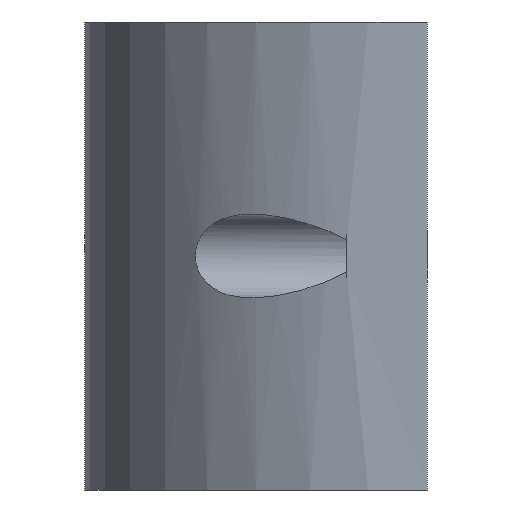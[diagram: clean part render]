
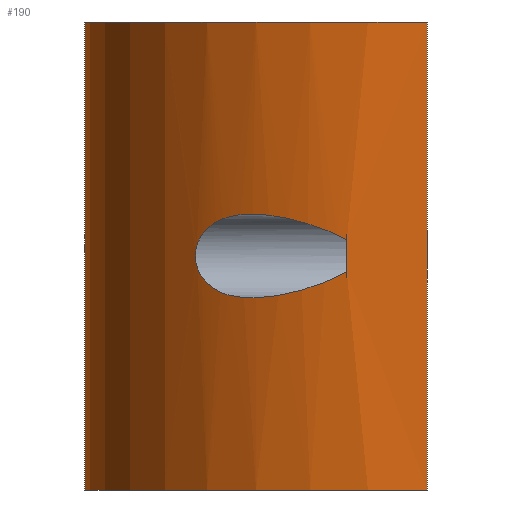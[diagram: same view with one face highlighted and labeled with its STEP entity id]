
A CAD part, left-side view. The second image highlights one B-rep face of the part: STEP entity #190.
In plain terms, the highlighted cylindrical face has radius 42.5 mm (diameter 85 mm), a partial arc.
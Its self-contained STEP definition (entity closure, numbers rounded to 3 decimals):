
#15=B_SPLINE_CURVE_WITH_KNOTS('',3,(#327,#328,#329,#330,#331,#332,#333,
#334,#335,#336,#337,#338,#339,#340,#341,#342,#343,#344,#345,#346,#347,#348,
#349,#350,#351,#352,#353,#354,#355,#356,#357,#358,#359,#360,#361),
 .UNSPECIFIED.,.F.,.F.,(4,2,2,2,2,2,2,2,3,2,2,2,2,2,2,2,4),(-2.33,
-2.292,-2.117,-1.597,-1.077,
-0.726,-0.376,-0.188,0.,0.188,
0.376,0.726,1.077,1.597,2.117,
2.292,2.33),.UNSPECIFIED.);
#16=B_SPLINE_CURVE_WITH_KNOTS('',3,(#365,#366,#367,#368,#369,#370,#371,
#372,#373,#374,#375,#376,#377,#378,#379,#380,#381,#382,#383,#384,#385,#386,
#387,#388,#389,#390,#391,#392,#393,#394,#395,#396,#397,#398),
 .UNSPECIFIED.,.F.,.F.,(4,2,2,2,2,2,2,2,2,2,2,2,2,2,2,2,4),(0.271,
0.309,0.484,1.004,1.524,1.875,
2.225,2.413,2.601,2.789,2.977,
3.328,3.678,4.198,4.718,4.893,
4.931),.UNSPECIFIED.);
#18=CYLINDRICAL_SURFACE('',#226,42.5);
#24=FACE_BOUND('',#56,.T.);
#25=FACE_BOUND('',#57,.T.);
#32=CIRCLE('',#225,42.5);
#33=CIRCLE('',#227,42.5);
#42=FACE_OUTER_BOUND('',#55,.T.);
#55=EDGE_LOOP('',(#146,#147,#148,#149));
#56=EDGE_LOOP('',(#150,#151));
#57=EDGE_LOOP('',(#152,#153));
#71=LINE('',#307,#83);
#75=LINE('',#323,#87);
#76=LINE('',#362,#88);
#77=LINE('',#399,#89);
#83=VECTOR('',#247,10.);
#87=VECTOR('',#265,10.);
#88=VECTOR('',#268,10.);
#89=VECTOR('',#269,10.);
#95=VERTEX_POINT('',#304);
#96=VERTEX_POINT('',#306);
#100=VERTEX_POINT('',#318);
#101=VERTEX_POINT('',#322);
#102=VERTEX_POINT('',#325);
#103=VERTEX_POINT('',#326);
#104=VERTEX_POINT('',#363);
#105=VERTEX_POINT('',#364);
#111=EDGE_CURVE('',#95,#96,#71,.T.);
#118=EDGE_CURVE('',#100,#95,#32,.T.);
#119=EDGE_CURVE('',#101,#100,#75,.T.);
#120=EDGE_CURVE('',#96,#101,#33,.T.);
#121=EDGE_CURVE('',#102,#103,#15,.T.);
#122=EDGE_CURVE('',#103,#102,#76,.T.);
#123=EDGE_CURVE('',#104,#105,#16,.T.);
#124=EDGE_CURVE('',#105,#104,#77,.T.);
#146=ORIENTED_EDGE('',*,*,#119,.F.);
#147=ORIENTED_EDGE('',*,*,#120,.F.);
#148=ORIENTED_EDGE('',*,*,#111,.F.);
#149=ORIENTED_EDGE('',*,*,#118,.F.);
#150=ORIENTED_EDGE('',*,*,#121,.T.);
#151=ORIENTED_EDGE('',*,*,#122,.T.);
#152=ORIENTED_EDGE('',*,*,#123,.T.);
#153=ORIENTED_EDGE('',*,*,#124,.T.);
#190=ADVANCED_FACE('',(#42,#24,#25),#18,.T.);
#225=AXIS2_PLACEMENT_3D('',#320,#261,#262);
#226=AXIS2_PLACEMENT_3D('',#321,#263,#264);
#227=AXIS2_PLACEMENT_3D('',#324,#266,#267);
#247=DIRECTION('',(0.,0.,1.));
#261=DIRECTION('center_axis',(0.,0.,-1.));
#262=DIRECTION('ref_axis',(-1.,0.,0.));
#263=DIRECTION('center_axis',(0.,0.,1.));
#264=DIRECTION('ref_axis',(-1.,0.,0.));
#265=DIRECTION('',(0.,0.,-1.));
#266=DIRECTION('center_axis',(0.,0.,1.));
#267=DIRECTION('ref_axis',(-1.,0.,0.));
#268=DIRECTION('',(0.,0.,-1.));
#269=DIRECTION('',(0.,0.,1.));
#304=CARTESIAN_POINT('',(42.5,0.,0.));
#306=CARTESIAN_POINT('',(42.5,0.,58.));
#307=CARTESIAN_POINT('',(42.5,0.,0.));
#318=CARTESIAN_POINT('',(-42.5,0.,0.));
#320=CARTESIAN_POINT('Origin',(0.,0.,0.));
#321=CARTESIAN_POINT('Origin',(0.,0.,0.));
#322=CARTESIAN_POINT('',(-42.5,0.,58.));
#323=CARTESIAN_POINT('',(-42.5,0.,0.));
#324=CARTESIAN_POINT('Origin',(0.,0.,58.));
#325=CARTESIAN_POINT('',(-41.307,10.,27.016));
#326=CARTESIAN_POINT('',(-41.307,10.,30.984));
#327=CARTESIAN_POINT('Ctrl Pts',(-41.307,10.,27.016));
#328=CARTESIAN_POINT('Ctrl Pts',(-41.279,10.117,26.948));
#329=CARTESIAN_POINT('Ctrl Pts',(-41.249,10.235,26.881));
#330=CARTESIAN_POINT('Ctrl Pts',(-41.082,10.9,26.52));
#331=CARTESIAN_POINT('Ctrl Pts',(-40.928,11.466,26.26));
#332=CARTESIAN_POINT('Ctrl Pts',(-40.322,13.526,25.386));
#333=CARTESIAN_POINT('Ctrl Pts',(-39.717,15.238,24.83));
#334=CARTESIAN_POINT('Ctrl Pts',(-38.251,18.615,24.033));
#335=CARTESIAN_POINT('Ctrl Pts',(-37.388,20.283,23.8));
#336=CARTESIAN_POINT('Ctrl Pts',(-35.902,22.774,23.8));
#337=CARTESIAN_POINT('Ctrl Pts',(-35.204,23.842,23.906));
#338=CARTESIAN_POINT('Ctrl Pts',(-33.79,25.806,24.497));
#339=CARTESIAN_POINT('Ctrl Pts',(-33.075,26.705,24.978));
#340=CARTESIAN_POINT('Ctrl Pts',(-32.164,27.784,26.086));
#341=CARTESIAN_POINT('Ctrl Pts',(-31.854,28.136,26.585));
#342=CARTESIAN_POINT('Ctrl Pts',(-31.421,28.619,27.728));
#343=CARTESIAN_POINT('Ctrl Pts',(-31.3,28.75,28.373));
#344=CARTESIAN_POINT('Ctrl Pts',(-31.3,28.75,29.));
#345=CARTESIAN_POINT('Ctrl Pts',(-31.3,28.75,29.627));
#346=CARTESIAN_POINT('Ctrl Pts',(-31.421,28.619,30.272));
#347=CARTESIAN_POINT('Ctrl Pts',(-31.854,28.136,31.415));
#348=CARTESIAN_POINT('Ctrl Pts',(-32.164,27.784,31.914));
#349=CARTESIAN_POINT('Ctrl Pts',(-33.075,26.705,33.022));
#350=CARTESIAN_POINT('Ctrl Pts',(-33.79,25.806,33.503));
#351=CARTESIAN_POINT('Ctrl Pts',(-35.204,23.842,34.094));
#352=CARTESIAN_POINT('Ctrl Pts',(-35.902,22.774,34.2));
#353=CARTESIAN_POINT('Ctrl Pts',(-37.388,20.283,34.2));
#354=CARTESIAN_POINT('Ctrl Pts',(-38.251,18.615,33.967));
#355=CARTESIAN_POINT('Ctrl Pts',(-39.717,15.238,33.17));
#356=CARTESIAN_POINT('Ctrl Pts',(-40.322,13.526,32.614));
#357=CARTESIAN_POINT('Ctrl Pts',(-40.928,11.466,31.74));
#358=CARTESIAN_POINT('Ctrl Pts',(-41.082,10.9,31.48));
#359=CARTESIAN_POINT('Ctrl Pts',(-41.249,10.235,31.119));
#360=CARTESIAN_POINT('Ctrl Pts',(-41.279,10.117,31.052));
#361=CARTESIAN_POINT('Ctrl Pts',(-41.307,10.,30.984));
#362=CARTESIAN_POINT('',(-41.307,10.,0.));
#363=CARTESIAN_POINT('',(41.307,10.,30.984));
#364=CARTESIAN_POINT('',(41.307,10.,27.016));
#365=CARTESIAN_POINT('Ctrl Pts',(41.307,10.,30.984));
#366=CARTESIAN_POINT('Ctrl Pts',(41.279,10.117,31.052));
#367=CARTESIAN_POINT('Ctrl Pts',(41.249,10.235,31.119));
#368=CARTESIAN_POINT('Ctrl Pts',(41.082,10.9,31.48));
#369=CARTESIAN_POINT('Ctrl Pts',(40.928,11.466,31.74));
#370=CARTESIAN_POINT('Ctrl Pts',(40.322,13.526,32.614));
#371=CARTESIAN_POINT('Ctrl Pts',(39.717,15.238,33.17));
#372=CARTESIAN_POINT('Ctrl Pts',(38.251,18.615,33.967));
#373=CARTESIAN_POINT('Ctrl Pts',(37.388,20.283,34.2));
#374=CARTESIAN_POINT('Ctrl Pts',(35.902,22.774,34.2));
#375=CARTESIAN_POINT('Ctrl Pts',(35.204,23.842,34.094));
#376=CARTESIAN_POINT('Ctrl Pts',(33.79,25.806,33.503));
#377=CARTESIAN_POINT('Ctrl Pts',(33.075,26.705,33.022));
#378=CARTESIAN_POINT('Ctrl Pts',(32.164,27.784,31.914));
#379=CARTESIAN_POINT('Ctrl Pts',(31.854,28.136,31.415));
#380=CARTESIAN_POINT('Ctrl Pts',(31.421,28.619,30.272));
#381=CARTESIAN_POINT('Ctrl Pts',(31.3,28.75,29.627));
#382=CARTESIAN_POINT('Ctrl Pts',(31.3,28.75,28.373));
#383=CARTESIAN_POINT('Ctrl Pts',(31.421,28.619,27.728));
#384=CARTESIAN_POINT('Ctrl Pts',(31.854,28.136,26.585));
#385=CARTESIAN_POINT('Ctrl Pts',(32.164,27.784,26.086));
#386=CARTESIAN_POINT('Ctrl Pts',(33.075,26.705,24.978));
#387=CARTESIAN_POINT('Ctrl Pts',(33.79,25.806,24.497));
#388=CARTESIAN_POINT('Ctrl Pts',(35.204,23.842,23.906));
#389=CARTESIAN_POINT('Ctrl Pts',(35.902,22.774,23.8));
#390=CARTESIAN_POINT('Ctrl Pts',(37.388,20.283,23.8));
#391=CARTESIAN_POINT('Ctrl Pts',(38.251,18.615,24.033));
#392=CARTESIAN_POINT('Ctrl Pts',(39.717,15.238,24.83));
#393=CARTESIAN_POINT('Ctrl Pts',(40.322,13.526,25.386));
#394=CARTESIAN_POINT('Ctrl Pts',(40.928,11.466,26.26));
#395=CARTESIAN_POINT('Ctrl Pts',(41.082,10.9,26.52));
#396=CARTESIAN_POINT('Ctrl Pts',(41.249,10.235,26.881));
#397=CARTESIAN_POINT('Ctrl Pts',(41.279,10.117,26.948));
#398=CARTESIAN_POINT('Ctrl Pts',(41.307,10.,27.016));
#399=CARTESIAN_POINT('',(41.307,10.,0.));
